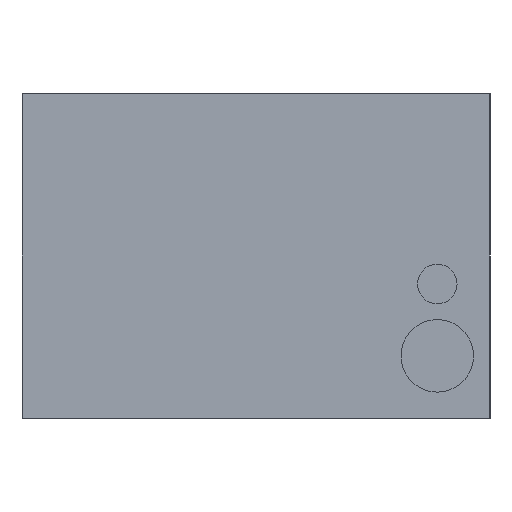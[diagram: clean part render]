
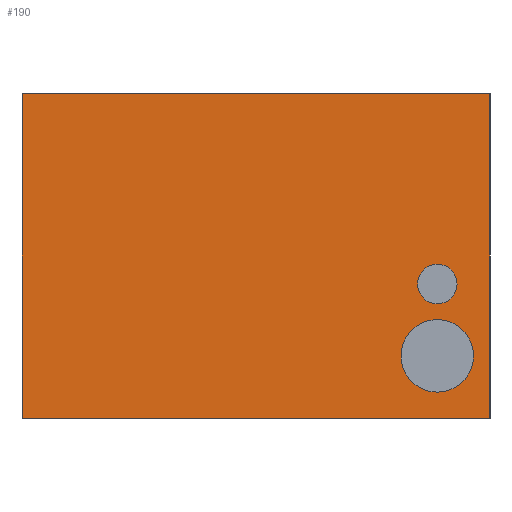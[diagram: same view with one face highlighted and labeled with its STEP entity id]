
A CAD part, left-side view. The second image highlights one B-rep face of the part: STEP entity #190.
In plain terms, the highlighted planar face has unit normal (-1, 0, 0).
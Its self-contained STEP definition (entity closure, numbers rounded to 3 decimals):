
#1 = VERTEX_POINT ( 'NONE', #923 ) ;
#75 = CARTESIAN_POINT ( 'NONE',  ( -182., 35.5, 49.3 ) ) ;
#109 = DIRECTION ( 'NONE',  ( 0., -1., 0. ) ) ;
#123 = CARTESIAN_POINT ( 'NONE',  ( -182., 35.5, 0. ) ) ;
#190 = ADVANCED_FACE ( 'NONE', ( #461, #2048, #955 ), #2065, .F. ) ;
#204 = AXIS2_PLACEMENT_3D ( 'NONE', #1408, #2569, #562 ) ;
#286 = CARTESIAN_POINT ( 'NONE',  ( -182., -35.5, 49.3 ) ) ;
#290 = ORIENTED_EDGE ( 'NONE', *, *, #1911, .F. ) ;
#303 = VECTOR ( 'NONE', #405, 1000. ) ;
#405 = DIRECTION ( 'NONE',  ( 0., 0., -1. ) ) ;
#413 = LINE ( 'NONE', #1757, #1003 ) ;
#420 = AXIS2_PLACEMENT_3D ( 'NONE', #1353, #2024, #2704 ) ;
#455 = ORIENTED_EDGE ( 'NONE', *, *, #2339, .T. ) ;
#461 = FACE_BOUND ( 'NONE', #1839, .T. ) ;
#463 = VERTEX_POINT ( 'NONE', #2643 ) ;
#483 = CIRCLE ( 'NONE', #204, 5.5 ) ;
#562 = DIRECTION ( 'NONE',  ( 0., 0., -1. ) ) ;
#645 = CARTESIAN_POINT ( 'NONE',  ( -182., -35.5, 49.3 ) ) ;
#646 = VERTEX_POINT ( 'NONE', #1892 ) ;
#656 = EDGE_CURVE ( 'NONE', #822, #463, #1086, .T. ) ;
#665 = DIRECTION ( 'NONE',  ( 0., 0., -1. ) ) ;
#698 = AXIS2_PLACEMENT_3D ( 'NONE', #75, #2673, #665 ) ;
#756 = DIRECTION ( 'NONE',  ( 0., 0., -1. ) ) ;
#766 = CIRCLE ( 'NONE', #1461, 5.5 ) ;
#822 = VERTEX_POINT ( 'NONE', #2165 ) ;
#840 = EDGE_CURVE ( 'NONE', #1162, #2514, #766, .T. ) ;
#864 = VECTOR ( 'NONE', #109, 1000. ) ;
#910 = ORIENTED_EDGE ( 'NONE', *, *, #1867, .F. ) ;
#923 = CARTESIAN_POINT ( 'NONE',  ( -182., 35.5, 49.3 ) ) ;
#955 = FACE_OUTER_BOUND ( 'NONE', #2010, .T. ) ;
#1003 = VECTOR ( 'NONE', #1964, 1000. ) ;
#1055 = CARTESIAN_POINT ( 'NONE',  ( -182., -27.5, 9.5 ) ) ;
#1080 = DIRECTION ( 'NONE',  ( -1., 0., 0. ) ) ;
#1086 = CIRCLE ( 'NONE', #1884, 3. ) ;
#1139 = CARTESIAN_POINT ( 'NONE',  ( -182., -27.5, 4. ) ) ;
#1162 = VERTEX_POINT ( 'NONE', #2343 ) ;
#1203 = CARTESIAN_POINT ( 'NONE',  ( -182., -27.5, 20.4 ) ) ;
#1353 = CARTESIAN_POINT ( 'NONE',  ( -182., -27.5, 20.4 ) ) ;
#1363 = ORIENTED_EDGE ( 'NONE', *, *, #656, .F. ) ;
#1408 = CARTESIAN_POINT ( 'NONE',  ( -182., -27.5, 9.5 ) ) ;
#1417 = LINE ( 'NONE', #123, #864 ) ;
#1438 = EDGE_CURVE ( 'NONE', #463, #822, #1681, .T. ) ;
#1461 = AXIS2_PLACEMENT_3D ( 'NONE', #1055, #1080, #2373 ) ;
#1506 = VECTOR ( 'NONE', #2301, 1000. ) ;
#1627 = CARTESIAN_POINT ( 'NONE',  ( -182., 35.5, 49.3 ) ) ;
#1681 = CIRCLE ( 'NONE', #420, 3. ) ;
#1757 = CARTESIAN_POINT ( 'NONE',  ( -182., 35.5, 49.3 ) ) ;
#1826 = VERTEX_POINT ( 'NONE', #2746 ) ;
#1834 = ORIENTED_EDGE ( 'NONE', *, *, #1438, .F. ) ;
#1839 = EDGE_LOOP ( 'NONE', ( #1363, #1834 ) ) ;
#1844 = ORIENTED_EDGE ( 'NONE', *, *, #840, .F. ) ;
#1867 = EDGE_CURVE ( 'NONE', #2418, #1826, #2659, .T. ) ;
#1884 = AXIS2_PLACEMENT_3D ( 'NONE', #1203, #2761, #756 ) ;
#1892 = CARTESIAN_POINT ( 'NONE',  ( -182., 35.5, 0. ) ) ;
#1911 = EDGE_CURVE ( 'NONE', #1, #2418, #2523, .T. ) ;
#1964 = DIRECTION ( 'NONE',  ( 0., 0., -1. ) ) ;
#2010 = EDGE_LOOP ( 'NONE', ( #2298, #910, #290, #455 ) ) ;
#2024 = DIRECTION ( 'NONE',  ( -1., 0., 0. ) ) ;
#2048 = FACE_BOUND ( 'NONE', #2192, .T. ) ;
#2065 = PLANE ( 'NONE',  #698 ) ;
#2101 = EDGE_CURVE ( 'NONE', #2514, #1162, #483, .T. ) ;
#2165 = CARTESIAN_POINT ( 'NONE',  ( -182., -27.5, 17.4 ) ) ;
#2192 = EDGE_LOOP ( 'NONE', ( #2565, #1844 ) ) ;
#2298 = ORIENTED_EDGE ( 'NONE', *, *, #2625, .T. ) ;
#2301 = DIRECTION ( 'NONE',  ( 0., -1., 0. ) ) ;
#2339 = EDGE_CURVE ( 'NONE', #1, #646, #413, .T. ) ;
#2343 = CARTESIAN_POINT ( 'NONE',  ( -182., -27.5, 15. ) ) ;
#2373 = DIRECTION ( 'NONE',  ( 0., 0., -1. ) ) ;
#2418 = VERTEX_POINT ( 'NONE', #645 ) ;
#2514 = VERTEX_POINT ( 'NONE', #1139 ) ;
#2523 = LINE ( 'NONE', #1627, #1506 ) ;
#2565 = ORIENTED_EDGE ( 'NONE', *, *, #2101, .F. ) ;
#2569 = DIRECTION ( 'NONE',  ( -1., 0., 0. ) ) ;
#2625 = EDGE_CURVE ( 'NONE', #646, #1826, #1417, .T. ) ;
#2643 = CARTESIAN_POINT ( 'NONE',  ( -182., -27.5, 23.4 ) ) ;
#2659 = LINE ( 'NONE', #286, #303 ) ;
#2673 = DIRECTION ( 'NONE',  ( 1., 0., 0. ) ) ;
#2704 = DIRECTION ( 'NONE',  ( 0., 0., -1. ) ) ;
#2746 = CARTESIAN_POINT ( 'NONE',  ( -182., -35.5, 0. ) ) ;
#2761 = DIRECTION ( 'NONE',  ( -1., 0., 0. ) ) ;
